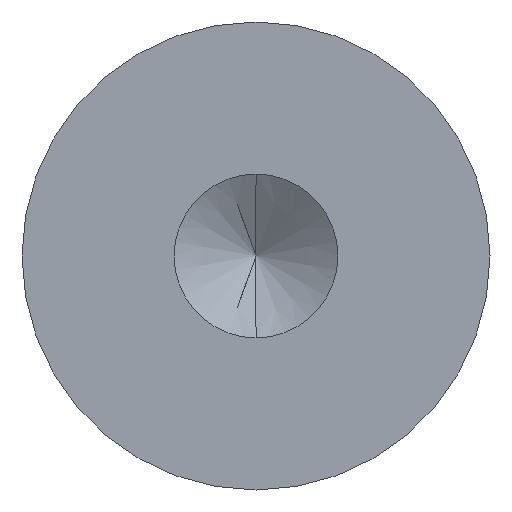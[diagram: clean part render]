
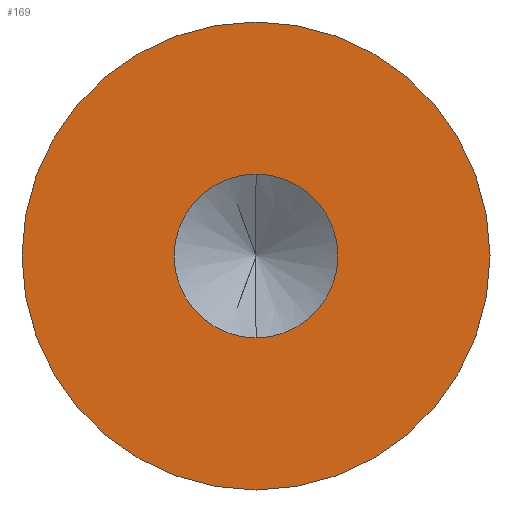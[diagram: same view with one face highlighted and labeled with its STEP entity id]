
A CAD part, front view. The second image highlights one B-rep face of the part: STEP entity #169.
In plain terms, the highlighted planar face has unit normal (0, -1, 0).
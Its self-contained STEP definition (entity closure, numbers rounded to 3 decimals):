
#62 = VERTEX_POINT ( 'NONE', #336 ) ;
#64 = EDGE_CURVE ( 'NONE', #153, #154, #293, .T. ) ;
#110 = EDGE_LOOP ( 'NONE', ( #174, #171 ) ) ;
#139 = EDGE_CURVE ( 'NONE', #203, #62, #309, .T. ) ;
#153 = VERTEX_POINT ( 'NONE', #306 ) ;
#154 = VERTEX_POINT ( 'NONE', #364 ) ;
#162 = ORIENTED_EDGE ( 'NONE', *, *, #64, .F. ) ;
#163 = ORIENTED_EDGE ( 'NONE', *, *, #172, .F. ) ;
#166 = EDGE_LOOP ( 'NONE', ( #163, #162 ) ) ;
#169 = ADVANCED_FACE ( 'NONE', ( #343, #447 ), #354, .T. ) ;
#171 = ORIENTED_EDGE ( 'NONE', *, *, #175, .F. ) ;
#172 = EDGE_CURVE ( 'NONE', #154, #153, #445, .T. ) ;
#174 = ORIENTED_EDGE ( 'NONE', *, *, #139, .F. ) ;
#175 = EDGE_CURVE ( 'NONE', #62, #203, #397, .T. ) ;
#203 = VERTEX_POINT ( 'NONE', #288 ) ;
#288 = CARTESIAN_POINT ( 'NONE',  ( 0., 0., 6. ) ) ;
#293 = CIRCLE ( 'NONE', #404, 2.1 ) ;
#300 = DIRECTION ( 'NONE',  ( 0., 0., -1. ) ) ;
#301 = DIRECTION ( 'NONE',  ( 0., -1., 0. ) ) ;
#302 = CARTESIAN_POINT ( 'NONE',  ( 0., 0., 0. ) ) ;
#306 = CARTESIAN_POINT ( 'NONE',  ( 0., 0., 2.1 ) ) ;
#309 = CIRCLE ( 'NONE', #369, 6. ) ;
#312 = CARTESIAN_POINT ( 'NONE',  ( 0., 0., 0. ) ) ;
#336 = CARTESIAN_POINT ( 'NONE',  ( 0., 0., -6. ) ) ;
#343 = FACE_BOUND ( 'NONE', #166, .T. ) ;
#345 = AXIS2_PLACEMENT_3D ( 'NONE', #352, #351, #441 ) ;
#351 = DIRECTION ( 'NONE',  ( 0., -1., 0. ) ) ;
#352 = CARTESIAN_POINT ( 'NONE',  ( 0., 0., 0. ) ) ;
#354 = PLANE ( 'NONE',  #345 ) ;
#364 = CARTESIAN_POINT ( 'NONE',  ( 0., 0., -2.1 ) ) ;
#367 = DIRECTION ( 'NONE',  ( 0., 0., 1. ) ) ;
#368 = DIRECTION ( 'NONE',  ( 0., 1., 0. ) ) ;
#369 = AXIS2_PLACEMENT_3D ( 'NONE', #312, #368, #367 ) ;
#388 = DIRECTION ( 'NONE',  ( 0., 0., 1. ) ) ;
#389 = DIRECTION ( 'NONE',  ( 0., 1., 0. ) ) ;
#390 = CARTESIAN_POINT ( 'NONE',  ( 0., 0., 0. ) ) ;
#393 = AXIS2_PLACEMENT_3D ( 'NONE', #390, #389, #388 ) ;
#394 = DIRECTION ( 'NONE',  ( 0., 0., -1. ) ) ;
#395 = DIRECTION ( 'NONE',  ( 0., -1., 0. ) ) ;
#396 = AXIS2_PLACEMENT_3D ( 'NONE', #443, #395, #394 ) ;
#397 = CIRCLE ( 'NONE', #393, 6. ) ;
#404 = AXIS2_PLACEMENT_3D ( 'NONE', #302, #301, #300 ) ;
#441 = DIRECTION ( 'NONE',  ( 0., 0., -1. ) ) ;
#443 = CARTESIAN_POINT ( 'NONE',  ( 0., 0., 0. ) ) ;
#445 = CIRCLE ( 'NONE', #396, 2.1 ) ;
#447 = FACE_OUTER_BOUND ( 'NONE', #110, .T. ) ;
